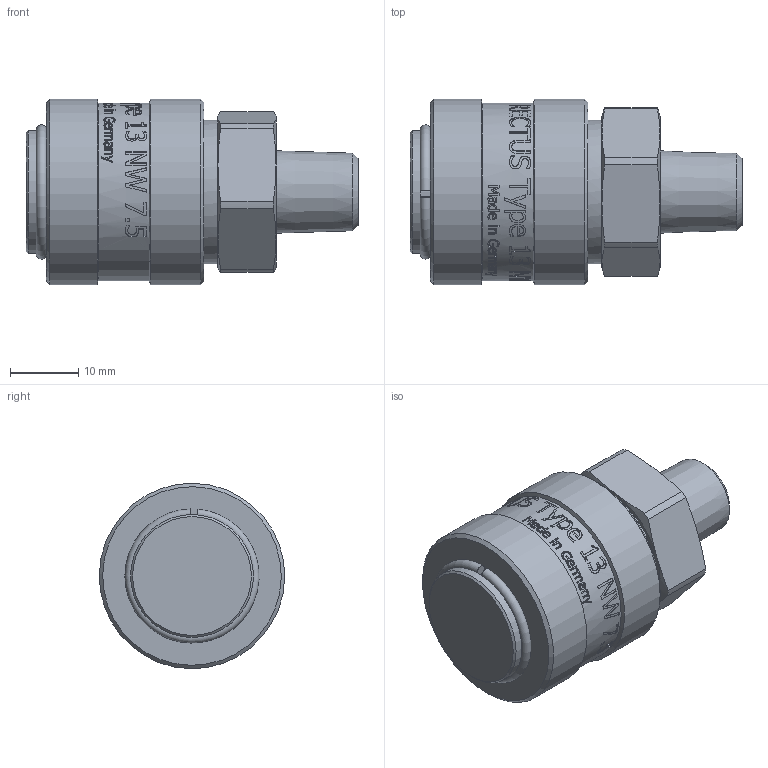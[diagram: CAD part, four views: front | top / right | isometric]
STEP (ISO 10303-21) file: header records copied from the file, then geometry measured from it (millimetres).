
FILE_DESCRIPTION((''),'2;1');
FILE_NAME('13kaak13mpx.stp','2014-11-25T15:33:38',('IA176480'),(''),'Autodesk Inventor 2013','Autodesk Inventor 2013','');
FILE_SCHEMA(('AUTOMOTIVE_DESIGN { 1 0 10303 214 1 1 1 1 }'));
Length unit declared in the file: millimetre
Products named in the file (1): D112809
Bounding box: 48.6 x 27.15 x 27.15 mm (x, y, z)
Volume: 14515 mm3; surface area: 8454.3 mm2
Topology: 1 solids, 3 shells, 558 faces, 1495 edges, 987 vertices
Faces by surface type: bspline 238, plane 230, cylinder 65, cone 21, torus 4
Full cylindrical faces by diameter (mm): 16.65 x2, 17 x1, 18 x3, 21 x2, 24.6 x1, 26 x1, 27.15 x2
Entity records: 77384 total; most frequent: CARTESIAN_POINT 65412, ORIENTED_EDGE 2928, DIRECTION 1603, EDGE_CURVE 1464, VERTEX_POINT 979, B_SPLINE_CURVE_WITH_KNOTS 675, EDGE_LOOP 631, VECTOR 569
